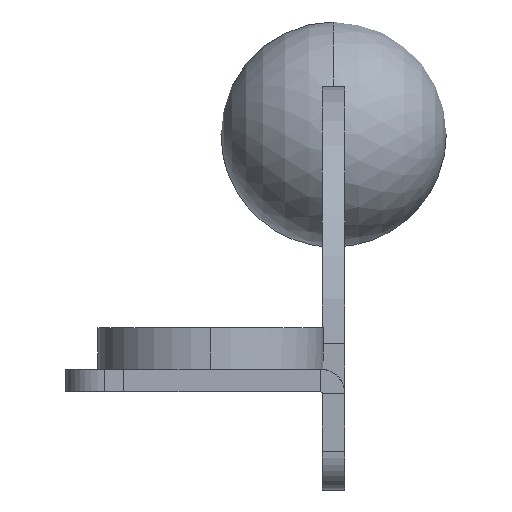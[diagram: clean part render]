
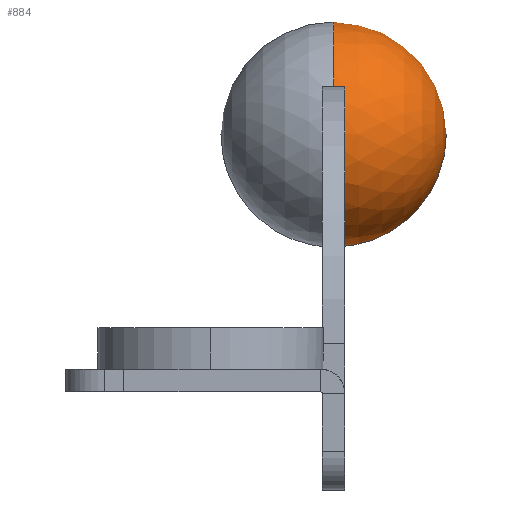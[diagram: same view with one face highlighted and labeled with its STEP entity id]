
A CAD part, left-side view. The second image highlights one B-rep face of the part: STEP entity #884.
In plain terms, the highlighted spherical face has radius 3.5 mm.
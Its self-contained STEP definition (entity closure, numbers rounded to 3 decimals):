
#98 = CARTESIAN_POINT ( 'NONE',  ( 82., -0.35, 4. ) ) ;
#114 = DIRECTION ( 'NONE',  ( 0., 1., 0. ) ) ;
#138 = CARTESIAN_POINT ( 'NONE',  ( 82., -0.35, 4. ) ) ;
#171 = DIRECTION ( 'NONE',  ( 0., 0., -1. ) ) ;
#193 = SPHERICAL_SURFACE ( 'NONE', #1107, 3.5 ) ;
#202 = CARTESIAN_POINT ( 'NONE',  ( 85.5, -0.35, 4. ) ) ;
#237 = CARTESIAN_POINT ( 'NONE',  ( 78.838, -0.35, 2.5 ) ) ;
#245 = CARTESIAN_POINT ( 'NONE',  ( 78.857, -0.7, 2.5 ) ) ;
#273 = EDGE_CURVE ( 'NONE', #626, #802, #1050, .T. ) ;
#278 = DIRECTION ( 'NONE',  ( 0., -1., 0. ) ) ;
#283 = DIRECTION ( 'NONE',  ( 0., 0., -1. ) ) ;
#342 = ORIENTED_EDGE ( 'NONE', *, *, #578, .T. ) ;
#352 = ORIENTED_EDGE ( 'NONE', *, *, #1132, .T. ) ;
#371 = FACE_OUTER_BOUND ( 'NONE', #1086, .T. ) ;
#409 = VERTEX_POINT ( 'NONE', #245 ) ;
#411 = AXIS2_PLACEMENT_3D ( 'NONE', #1041, #768, #566 ) ;
#453 = EDGE_CURVE ( 'NONE', #967, #918, #629, .T. ) ;
#462 = CARTESIAN_POINT ( 'NONE',  ( 82., -0.35, 4. ) ) ;
#463 = DIRECTION ( 'NONE',  ( 0., -1., 0. ) ) ;
#493 = ORIENTED_EDGE ( 'NONE', *, *, #453, .F. ) ;
#540 = DIRECTION ( 'NONE',  ( 1., 0., 0. ) ) ;
#566 = DIRECTION ( 'NONE',  ( 0., 0., 1. ) ) ;
#578 = EDGE_CURVE ( 'NONE', #626, #918, #841, .T. ) ;
#626 = VERTEX_POINT ( 'NONE', #202 ) ;
#629 = CIRCLE ( 'NONE', #1014, 3.162 ) ;
#684 = AXIS2_PLACEMENT_3D ( 'NONE', #138, #114, #948 ) ;
#719 = ORIENTED_EDGE ( 'NONE', *, *, #273, .F. ) ;
#768 = DIRECTION ( 'NONE',  ( 0., -1., 0. ) ) ;
#802 = VERTEX_POINT ( 'NONE', #237 ) ;
#819 = DIRECTION ( 'NONE',  ( 0., 0., -1. ) ) ;
#833 = CARTESIAN_POINT ( 'NONE',  ( 78.838, -0.35, 5.5 ) ) ;
#835 = DIRECTION ( 'NONE',  ( 0., 0., -1. ) ) ;
#841 = CIRCLE ( 'NONE', #996, 3.5 ) ;
#879 = CIRCLE ( 'NONE', #411, 3.482 ) ;
#884 = ADVANCED_FACE ( 'NONE', ( #371 ), #193, .T. ) ;
#914 = CIRCLE ( 'NONE', #1200, 3.162 ) ;
#916 = EDGE_CURVE ( 'NONE', #967, #409, #879, .T. ) ;
#918 = VERTEX_POINT ( 'NONE', #833 ) ;
#948 = DIRECTION ( 'NONE',  ( 0., 0., 1. ) ) ;
#967 = VERTEX_POINT ( 'NONE', #1059 ) ;
#996 = AXIS2_PLACEMENT_3D ( 'NONE', #98, #463, #835 ) ;
#1006 = ORIENTED_EDGE ( 'NONE', *, *, #916, .T. ) ;
#1014 = AXIS2_PLACEMENT_3D ( 'NONE', #1087, #171, #540 ) ;
#1041 = CARTESIAN_POINT ( 'NONE',  ( 82., -0.7, 4. ) ) ;
#1050 = CIRCLE ( 'NONE', #684, 3.5 ) ;
#1059 = CARTESIAN_POINT ( 'NONE',  ( 78.857, -0.7, 5.5 ) ) ;
#1080 = DIRECTION ( 'NONE',  ( 1., 0., 0. ) ) ;
#1086 = EDGE_LOOP ( 'NONE', ( #719, #342, #493, #1006, #352 ) ) ;
#1087 = CARTESIAN_POINT ( 'NONE',  ( 82., -0.35, 5.5 ) ) ;
#1089 = CARTESIAN_POINT ( 'NONE',  ( 82., -0.35, 2.5 ) ) ;
#1107 = AXIS2_PLACEMENT_3D ( 'NONE', #462, #278, #283 ) ;
#1132 = EDGE_CURVE ( 'NONE', #409, #802, #914, .T. ) ;
#1200 = AXIS2_PLACEMENT_3D ( 'NONE', #1089, #819, #1080 ) ;
